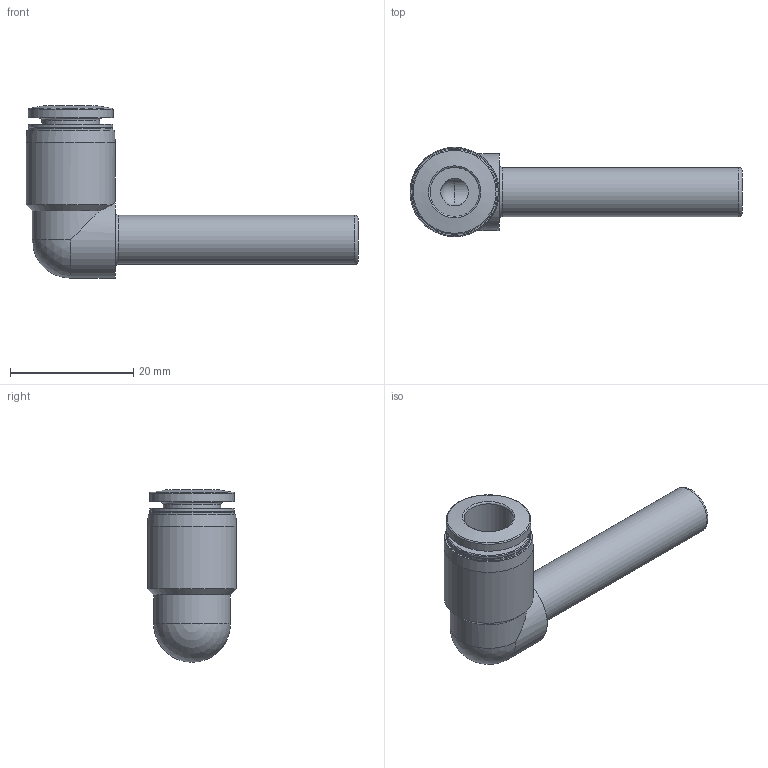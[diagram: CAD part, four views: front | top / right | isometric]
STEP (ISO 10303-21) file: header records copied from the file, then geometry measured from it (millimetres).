
FILE_DESCRIPTION(/* description */ ('STEP AP214'),/* implementation_level */ '2;1');
FILE_NAME(/* name */ '153067_QSL-8HL',/* time_stamp */ '2024-09-14T09:19:51+02:00',/* author */ ('License CC BY-ND 4.0'),/* organization */ ('CADENAS'),/* preprocessor_version */ 'ST-DEVELOPER v19.3',/* originating_system */ 'PARTsolutions',/* authorisation */ ' ');
FILE_SCHEMA (('AUTOMOTIVE_DESIGN {1 0 10303 214 3 1 1}'));
Length unit declared in the file: millimetre
Products named in the file (1): 153067 QSL-8HL
Bounding box: 53.95 x 14.5 x 28.04 mm (x, y, z)
Volume: 4294.5 mm3; surface area: 3718.4 mm2
Topology: 1 solids, 1 shells, 30 faces, 63 edges, 37 vertices
Faces by surface type: cylinder 11, cone 6, plane 6, torus 5, sphere 2
Full cylindrical faces by diameter (mm): 4.5 x2, 8 x2, 9.4 x1, 12.5 x1, 13.7 x2, 13.8 x1, 14.5 x1
Entity records: 893 total; most frequent: DIRECTION 128, CARTESIAN_POINT 112, ORIENTED_EDGE 74, AXIS2_PLACEMENT_3D 64, EDGE_LOOP 55, FACE_BOUND 55, EDGE_CURVE 37, VERTEX_POINT 32
